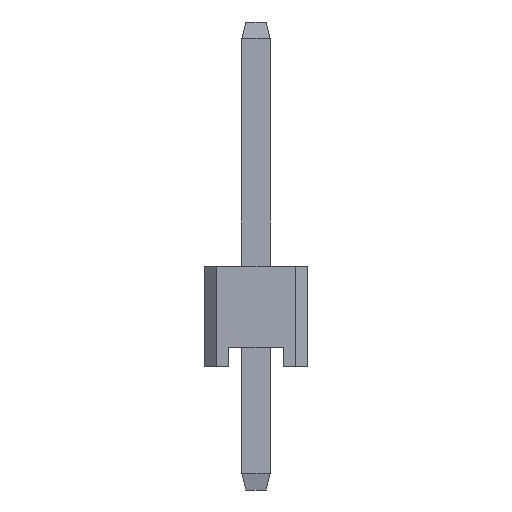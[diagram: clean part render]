
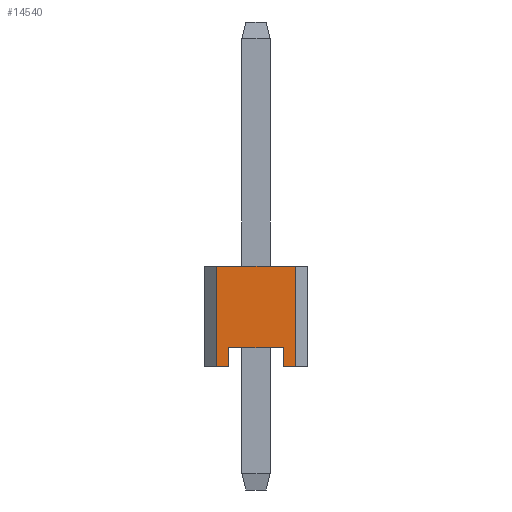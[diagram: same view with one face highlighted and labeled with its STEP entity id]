
A CAD part, left-side view. The second image highlights one B-rep face of the part: STEP entity #14540.
In plain terms, the highlighted planar face has unit normal (-1, 0, 0).
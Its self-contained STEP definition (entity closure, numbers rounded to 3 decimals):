
#1023=FACE_OUTER_BOUND('',#1831,.T.);
#1831=EDGE_LOOP('',(#10767,#10768,#10769,#10770,#10771,#10772,#10773,#10774));
#3107=LINE('',#24102,#4738);
#3113=LINE('',#24114,#4744);
#3136=LINE('',#24159,#4767);
#3138=LINE('',#24163,#4769);
#3139=LINE('',#24164,#4770);
#3140=LINE('',#24165,#4771);
#3141=LINE('',#24167,#4772);
#3142=LINE('',#24168,#4773);
#4738=VECTOR('',#17123,1.);
#4744=VECTOR('',#17131,1.);
#4767=VECTOR('',#17166,1.);
#4769=VECTOR('',#17170,1.);
#4770=VECTOR('',#17171,1.);
#4771=VECTOR('',#17172,1.);
#4772=VECTOR('',#17173,1.);
#4773=VECTOR('',#17174,1.);
#6170=VERTEX_POINT('',#24098);
#6172=VERTEX_POINT('',#24101);
#6176=VERTEX_POINT('',#24112);
#6177=VERTEX_POINT('',#24113);
#6192=VERTEX_POINT('',#24156);
#6193=VERTEX_POINT('',#24158);
#6194=VERTEX_POINT('',#24162);
#6195=VERTEX_POINT('',#24166);
#7805=EDGE_CURVE('',#6172,#6170,#3107,.T.);
#7811=EDGE_CURVE('',#6176,#6177,#3113,.T.);
#7834=EDGE_CURVE('',#6193,#6192,#3136,.T.);
#7836=EDGE_CURVE('',#6170,#6194,#3138,.T.);
#7837=EDGE_CURVE('',#6194,#6177,#3139,.T.);
#7838=EDGE_CURVE('',#6193,#6176,#3140,.T.);
#7839=EDGE_CURVE('',#6192,#6195,#3141,.T.);
#7840=EDGE_CURVE('',#6172,#6195,#3142,.T.);
#10767=ORIENTED_EDGE('',*,*,#7805,.T.);
#10768=ORIENTED_EDGE('',*,*,#7836,.T.);
#10769=ORIENTED_EDGE('',*,*,#7837,.T.);
#10770=ORIENTED_EDGE('',*,*,#7811,.F.);
#10771=ORIENTED_EDGE('',*,*,#7838,.F.);
#10772=ORIENTED_EDGE('',*,*,#7834,.T.);
#10773=ORIENTED_EDGE('',*,*,#7839,.T.);
#10774=ORIENTED_EDGE('',*,*,#7840,.F.);
#13133=PLANE('',#15283);
#14540=ADVANCED_FACE('',(#1023),#13133,.F.);
#15283=AXIS2_PLACEMENT_3D('',#24161,#17168,#17169);
#17123=DIRECTION('',(0.,-1.,0.));
#17131=DIRECTION('',(0.,0.,-1.));
#17166=DIRECTION('',(0.,0.,-1.));
#17168=DIRECTION('center_axis',(1.,0.,0.));
#17169=DIRECTION('ref_axis',(0.,1.,0.));
#17170=DIRECTION('',(0.,0.,-1.));
#17171=DIRECTION('',(0.,-1.,0.));
#17172=DIRECTION('',(0.,-1.,0.));
#17173=DIRECTION('',(0.,-1.,0.));
#17174=DIRECTION('',(0.,0.,-1.));
#24098=CARTESIAN_POINT('',(-7.62,-0.67,0.5));
#24101=CARTESIAN_POINT('',(-7.62,0.67,0.5));
#24102=CARTESIAN_POINT('',(-7.62,0.97,0.5));
#24112=CARTESIAN_POINT('',(-7.62,-0.97,2.5));
#24113=CARTESIAN_POINT('',(-7.62,-0.97,0.03));
#24114=CARTESIAN_POINT('',(-7.62,-0.97,2.5));
#24156=CARTESIAN_POINT('',(-7.62,0.97,0.03));
#24158=CARTESIAN_POINT('',(-7.62,0.97,2.5));
#24159=CARTESIAN_POINT('',(-7.62,0.97,2.5));
#24161=CARTESIAN_POINT('Origin',(-7.62,0.97,2.5));
#24162=CARTESIAN_POINT('',(-7.62,-0.67,0.03));
#24163=CARTESIAN_POINT('',(-7.62,-0.67,0.53));
#24164=CARTESIAN_POINT('',(-7.62,-0.67,0.03));
#24165=CARTESIAN_POINT('',(-7.62,0.97,2.5));
#24166=CARTESIAN_POINT('',(-7.62,0.67,0.03));
#24167=CARTESIAN_POINT('',(-7.62,0.97,0.03));
#24168=CARTESIAN_POINT('',(-7.62,0.67,0.53));
